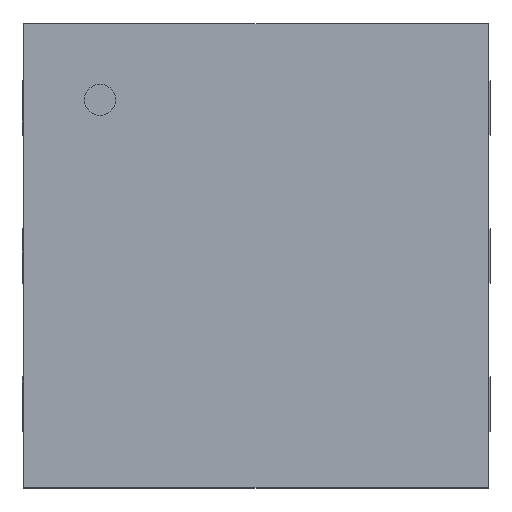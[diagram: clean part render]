
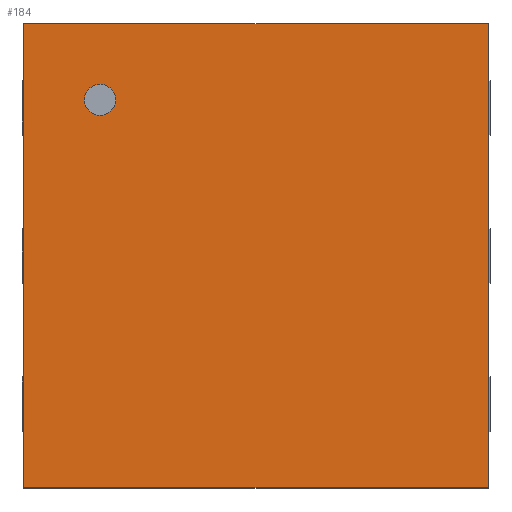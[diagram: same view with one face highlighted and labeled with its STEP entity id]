
A CAD part, top view. The second image highlights one B-rep face of the part: STEP entity #184.
In plain terms, the highlighted planar face has unit normal (0, 0, 1).
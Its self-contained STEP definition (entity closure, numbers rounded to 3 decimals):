
#24 = VERTEX_POINT('',#25);
#25 = CARTESIAN_POINT('',(-1.488,1.488,0.75));
#40 = VERTEX_POINT('',#41);
#41 = CARTESIAN_POINT('',(1.488,1.488,0.75));
#47 = EDGE_CURVE('',#24,#40,#48,.T.);
#48 = LINE('',#49,#50);
#49 = CARTESIAN_POINT('',(-1.488,1.488,0.75));
#50 = VECTOR('',#51,1.);
#51 = DIRECTION('',(1.,0.,0.));
#70 = EDGE_CURVE('',#24,#71,#73,.T.);
#71 = VERTEX_POINT('',#72);
#72 = CARTESIAN_POINT('',(-1.488,-1.488,0.75));
#73 = LINE('',#74,#75);
#74 = CARTESIAN_POINT('',(-1.488,1.488,0.75));
#75 = VECTOR('',#76,1.);
#76 = DIRECTION('',(0.,-1.,0.));
#184 = ADVANCED_FACE('',(#185,#203),#214,.T.);
#185 = FACE_BOUND('',#186,.T.);
#186 = EDGE_LOOP('',(#187,#188,#189,#197));
#187 = ORIENTED_EDGE('',*,*,#47,.F.);
#188 = ORIENTED_EDGE('',*,*,#70,.T.);
#189 = ORIENTED_EDGE('',*,*,#190,.T.);
#190 = EDGE_CURVE('',#71,#191,#193,.T.);
#191 = VERTEX_POINT('',#192);
#192 = CARTESIAN_POINT('',(1.488,-1.488,0.75));
#193 = LINE('',#194,#195);
#194 = CARTESIAN_POINT('',(-1.488,-1.488,0.75));
#195 = VECTOR('',#196,1.);
#196 = DIRECTION('',(1.,0.,0.));
#197 = ORIENTED_EDGE('',*,*,#198,.F.);
#198 = EDGE_CURVE('',#40,#191,#199,.T.);
#199 = LINE('',#200,#201);
#200 = CARTESIAN_POINT('',(1.488,1.488,0.75));
#201 = VECTOR('',#202,1.);
#202 = DIRECTION('',(0.,-1.,0.));
#203 = FACE_BOUND('',#204,.T.);
#204 = EDGE_LOOP('',(#205));
#205 = ORIENTED_EDGE('',*,*,#206,.T.);
#206 = EDGE_CURVE('',#207,#207,#209,.T.);
#207 = VERTEX_POINT('',#208);
#208 = CARTESIAN_POINT('',(-1.,0.9,0.75));
#209 = CIRCLE('',#210,0.1);
#210 = AXIS2_PLACEMENT_3D('',#211,#212,#213);
#211 = CARTESIAN_POINT('',(-1.,1.,0.75));
#212 = DIRECTION('',(0.,-0.,-1.));
#213 = DIRECTION('',(0.,-1.,0.));
#214 = PLANE('',#215);
#215 = AXIS2_PLACEMENT_3D('',#216,#217,#218);
#216 = CARTESIAN_POINT('',(-1.488,1.488,0.75));
#217 = DIRECTION('',(0.,0.,1.));
#218 = DIRECTION('',(0.,-1.,0.));
